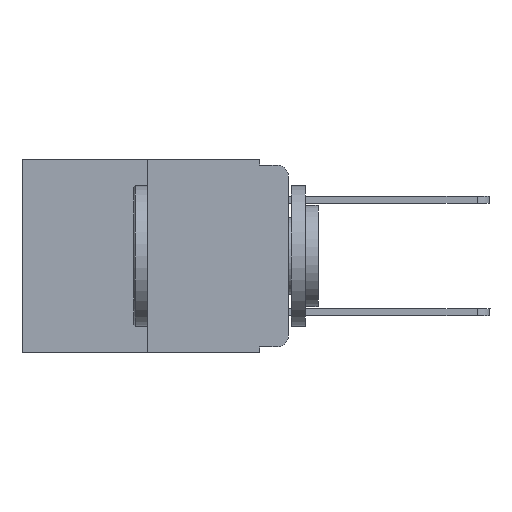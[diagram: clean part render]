
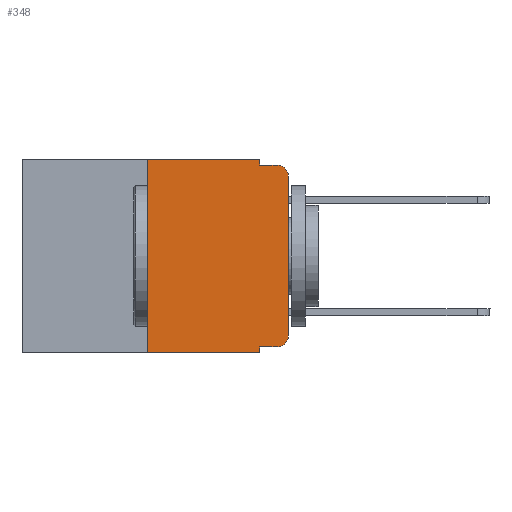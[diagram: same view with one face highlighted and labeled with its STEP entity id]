
A CAD part, left-side view. The second image highlights one B-rep face of the part: STEP entity #348.
In plain terms, the highlighted planar face has unit normal (-1, 0, 0).
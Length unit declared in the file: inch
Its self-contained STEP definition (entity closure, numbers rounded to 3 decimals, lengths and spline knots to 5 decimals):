
#59 = LINE ( 'NONE', #2021, #7694 ) ;
#67 = VERTEX_POINT ( 'NONE', #1144 ) ;
#71 = CARTESIAN_POINT ( 'NONE',  ( 0., 0.051, -0.343 ) ) ;
#84 = ORIENTED_EDGE ( 'NONE', *, *, #10368, .T. ) ;
#108 = CARTESIAN_POINT ( 'NONE',  ( 0., 0.051, -0.01 ) ) ;
#175 = ORIENTED_EDGE ( 'NONE', *, *, #4025, .T. ) ;
#200 = DIRECTION ( 'NONE',  ( 0., 0., -1. ) ) ;
#348 = ADVANCED_FACE ( 'NONE', ( #7561 ), #10067, .F. ) ;
#617 = CARTESIAN_POINT ( 'NONE',  ( 0., 0.02, -0.01 ) ) ;
#756 = ORIENTED_EDGE ( 'NONE', *, *, #1926, .T. ) ;
#797 = CARTESIAN_POINT ( 'NONE',  ( 0., 0.051, -0.333 ) ) ;
#956 = LINE ( 'NONE', #7607, #4174 ) ;
#988 = DIRECTION ( 'NONE',  ( 0., 0., -1. ) ) ;
#1030 = DIRECTION ( 'NONE',  ( 0., -1., 0. ) ) ;
#1144 = CARTESIAN_POINT ( 'NONE',  ( 0., 0.25, -0.343 ) ) ;
#1367 = EDGE_CURVE ( 'NONE', #5580, #1875, #7842, .T. ) ;
#1373 = VERTEX_POINT ( 'NONE', #797 ) ;
#1608 = ORIENTED_EDGE ( 'NONE', *, *, #10801, .T. ) ;
#1813 = ORIENTED_EDGE ( 'NONE', *, *, #1367, .F. ) ;
#1835 = CARTESIAN_POINT ( 'NONE',  ( 0., 0.473, 0. ) ) ;
#1875 = VERTEX_POINT ( 'NONE', #617 ) ;
#1926 = EDGE_CURVE ( 'NONE', #8049, #5909, #3103, .T. ) ;
#2021 = CARTESIAN_POINT ( 'NONE',  ( 0., 0.25, 0. ) ) ;
#2183 = DIRECTION ( 'NONE',  ( 0., 0., -1. ) ) ;
#2442 = EDGE_LOOP ( 'NONE', ( #1608, #175, #1813, #3528, #6158, #5692, #84, #5144, #3443, #756 ) ) ;
#2588 = AXIS2_PLACEMENT_3D ( 'NONE', #8908, #8245, #10759 ) ;
#2657 = VECTOR ( 'NONE', #7214, 39.37008 ) ;
#2659 = CARTESIAN_POINT ( 'NONE',  ( 0., 0.473, 0. ) ) ;
#3103 = CIRCLE ( 'NONE', #2588, 0.02 ) ;
#3268 = EDGE_CURVE ( 'NONE', #1373, #8049, #956, .T. ) ;
#3344 = DIRECTION ( 'NONE',  ( 0., 0., 1. ) ) ;
#3443 = ORIENTED_EDGE ( 'NONE', *, *, #3268, .T. ) ;
#3528 = ORIENTED_EDGE ( 'NONE', *, *, #7666, .F. ) ;
#3537 = DIRECTION ( 'NONE',  ( 1., 0., 0. ) ) ;
#3544 = VERTEX_POINT ( 'NONE', #9512 ) ;
#4025 = EDGE_CURVE ( 'NONE', #3544, #1875, #7026, .T. ) ;
#4174 = VECTOR ( 'NONE', #8517, 39.37008 ) ;
#4280 = CARTESIAN_POINT ( 'NONE',  ( 0., 0.02, -0.333 ) ) ;
#4315 = CARTESIAN_POINT ( 'NONE',  ( 0., 0.051, 0. ) ) ;
#4364 = CARTESIAN_POINT ( 'NONE',  ( 0., 0.473, -0.343 ) ) ;
#4644 = CARTESIAN_POINT ( 'NONE',  ( 0., 0.051, 0. ) ) ;
#5007 = LINE ( 'NONE', #1835, #7737 ) ;
#5144 = ORIENTED_EDGE ( 'NONE', *, *, #6880, .F. ) ;
#5523 = CARTESIAN_POINT ( 'NONE',  ( 0., 0.25, 0. ) ) ;
#5537 = EDGE_CURVE ( 'NONE', #67, #7598, #59, .T. ) ;
#5580 = VERTEX_POINT ( 'NONE', #108 ) ;
#5692 = ORIENTED_EDGE ( 'NONE', *, *, #5537, .F. ) ;
#5881 = LINE ( 'NONE', #4315, #7880 ) ;
#5894 = CARTESIAN_POINT ( 'NONE',  ( 0., 0.051, 0. ) ) ;
#5909 = VERTEX_POINT ( 'NONE', #9138 ) ;
#6158 = ORIENTED_EDGE ( 'NONE', *, *, #8092, .F. ) ;
#6508 = VERTEX_POINT ( 'NONE', #71 ) ;
#6682 = CARTESIAN_POINT ( 'NONE',  ( 0., 0.051, -0.01 ) ) ;
#6880 = EDGE_CURVE ( 'NONE', #1373, #6508, #5881, .T. ) ;
#6965 = LINE ( 'NONE', #4364, #9141 ) ;
#7026 = CIRCLE ( 'NONE', #7908, 0.02 ) ;
#7030 = VECTOR ( 'NONE', #2183, 39.37008 ) ;
#7056 = AXIS2_PLACEMENT_3D ( 'NONE', #2659, #3537, #200 ) ;
#7100 = VERTEX_POINT ( 'NONE', #4644 ) ;
#7111 = CARTESIAN_POINT ( 'NONE',  ( 0., 0., 0. ) ) ;
#7131 = DIRECTION ( 'NONE',  ( -1., 0., 0. ) ) ;
#7214 = DIRECTION ( 'NONE',  ( 0., 0., 1. ) ) ;
#7542 = DIRECTION ( 'NONE',  ( 0., -1., 0. ) ) ;
#7561 = FACE_OUTER_BOUND ( 'NONE', #2442, .T. ) ;
#7598 = VERTEX_POINT ( 'NONE', #5523 ) ;
#7607 = CARTESIAN_POINT ( 'NONE',  ( 0., 0.051, -0.333 ) ) ;
#7666 = EDGE_CURVE ( 'NONE', #7100, #5580, #8104, .T. ) ;
#7694 = VECTOR ( 'NONE', #3344, 39.37008 ) ;
#7737 = VECTOR ( 'NONE', #7542, 39.37008 ) ;
#7842 = LINE ( 'NONE', #6682, #8491 ) ;
#7880 = VECTOR ( 'NONE', #988, 39.37008 ) ;
#7908 = AXIS2_PLACEMENT_3D ( 'NONE', #7959, #7131, #10460 ) ;
#7934 = LINE ( 'NONE', #7111, #2657 ) ;
#7959 = CARTESIAN_POINT ( 'NONE',  ( 0., 0.02, -0.03 ) ) ;
#8049 = VERTEX_POINT ( 'NONE', #4280 ) ;
#8092 = EDGE_CURVE ( 'NONE', #7598, #7100, #5007, .T. ) ;
#8104 = LINE ( 'NONE', #5894, #7030 ) ;
#8245 = DIRECTION ( 'NONE',  ( -1., 0., 0. ) ) ;
#8491 = VECTOR ( 'NONE', #10017, 39.37008 ) ;
#8517 = DIRECTION ( 'NONE',  ( 0., -1., 0. ) ) ;
#8908 = CARTESIAN_POINT ( 'NONE',  ( 0., 0.02, -0.313 ) ) ;
#9138 = CARTESIAN_POINT ( 'NONE',  ( 0., 0., -0.313 ) ) ;
#9141 = VECTOR ( 'NONE', #1030, 39.37008 ) ;
#9512 = CARTESIAN_POINT ( 'NONE',  ( 0., 0., -0.03 ) ) ;
#10017 = DIRECTION ( 'NONE',  ( 0., -1., 0. ) ) ;
#10067 = PLANE ( 'NONE',  #7056 ) ;
#10368 = EDGE_CURVE ( 'NONE', #67, #6508, #6965, .T. ) ;
#10460 = DIRECTION ( 'NONE',  ( 0., 0., -1. ) ) ;
#10759 = DIRECTION ( 'NONE',  ( 0., 0., -1. ) ) ;
#10801 = EDGE_CURVE ( 'NONE', #5909, #3544, #7934, .T. ) ;
